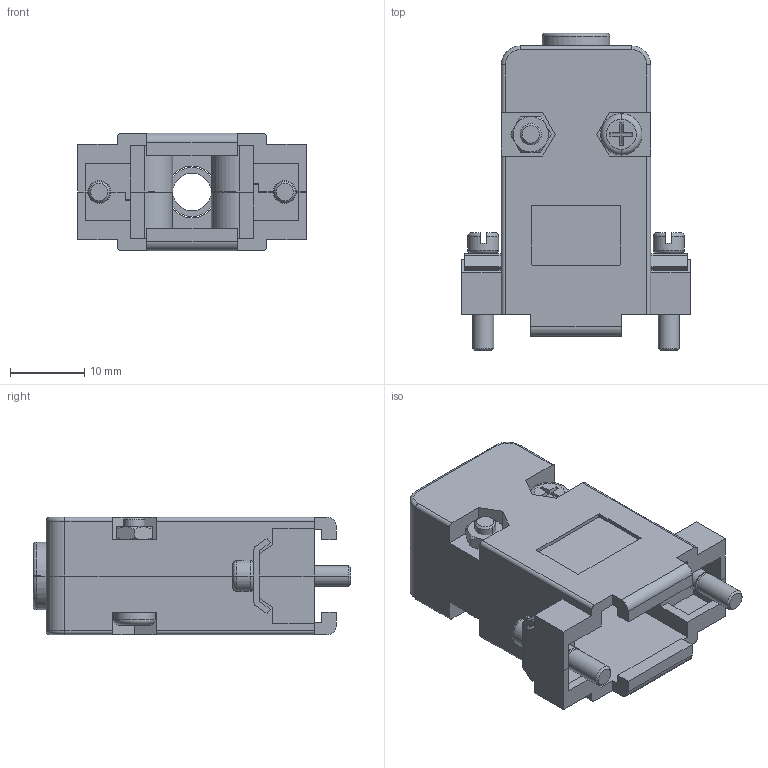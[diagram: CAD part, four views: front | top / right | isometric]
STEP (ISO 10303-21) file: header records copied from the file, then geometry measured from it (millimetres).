
FILE_DESCRIPTION (( 'STEP AP203' ), '1' );
FILE_NAME ('SDC9G.STEP', '2020-09-24T08:32:24', ( '' ), ( '' ), 'SwSTEP 2.0', 'SolidWorks 2018', '' );
FILE_SCHEMA (( 'CONFIG_CONTROL_DESIGN' ));
Length unit declared in the file: inch
Products named in the file (1): SDC9G
Bounding box: 30.8 x 42.71 x 15.8 mm (x, y, z)
Volume: 5781.9 mm3; surface area: 9050.7 mm2
Topology: 14 solids, 14 shells, 502 faces, 1280 edges, 818 vertices
Faces by surface type: plane 282, cylinder 132, cone 64, torus 24
Entity records: 15411 total; most frequent: CARTESIAN_POINT 3021, DIRECTION 2572, ORIENTED_EDGE 2560, EDGE_CURVE 1280, AXIS2_PLACEMENT_3D 881, VERTEX_POINT 818, LINE 810, VECTOR 810
